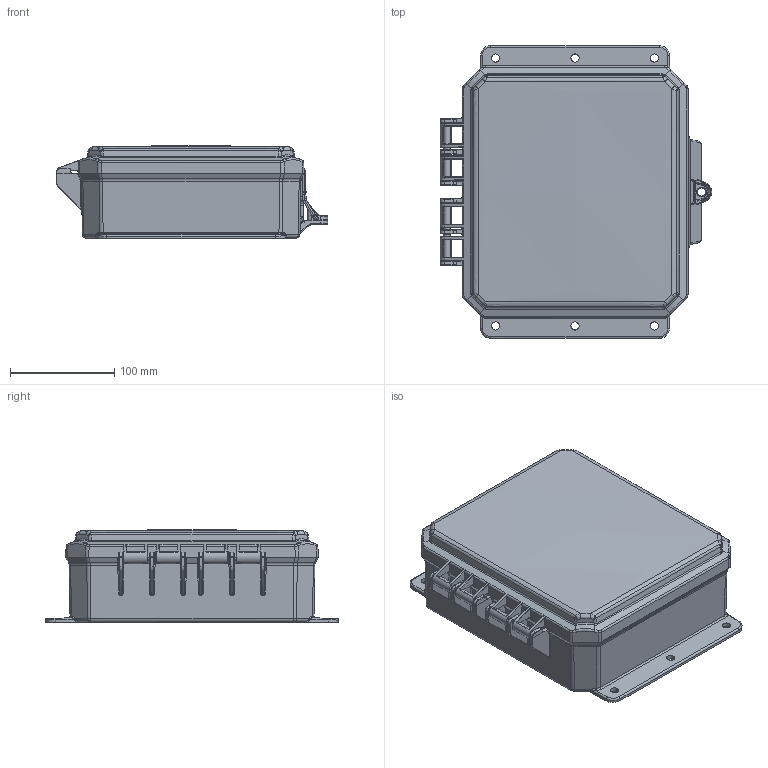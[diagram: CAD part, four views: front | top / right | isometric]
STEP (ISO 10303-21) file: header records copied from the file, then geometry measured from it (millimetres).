
FILE_DESCRIPTION (( 'STEP AP214' ), '1' );
FILE_NAME ('P9082C.STEP', '2016-06-09T10:51:53', ( '' ), ( '' ), 'SwSTEP 2.0', 'SolidWorks 2016', '' );
FILE_SCHEMA (( 'AUTOMOTIVE_DESIGN' ));
Length unit declared in the file: inch
Products named in the file (3): P98CHO; P982BH; P9082C
Assembly tree (2 placements, depth 2):
  P9082C
    P982BH
    P98CHO
Bounding box: 260.5 x 280.92 x 89.15 mm (x, y, z)
Volume: 755585.1 mm3; surface area: 411626.2 mm2
Topology: 2 solids, 2 shells, 1756 faces, 4286 edges, 2507 vertices
Faces by surface type: cylinder 674, bspline 580, plane 407, cone 95
Entity records: 87291 total; most frequent: CARTESIAN_POINT 53978, ORIENTED_EDGE 8488, DIRECTION 4578, EDGE_CURVE 4244, VERTEX_POINT 2507, B_SPLINE_CURVE_WITH_KNOTS 1971, EDGE_LOOP 1807, ADVANCED_FACE 1756
